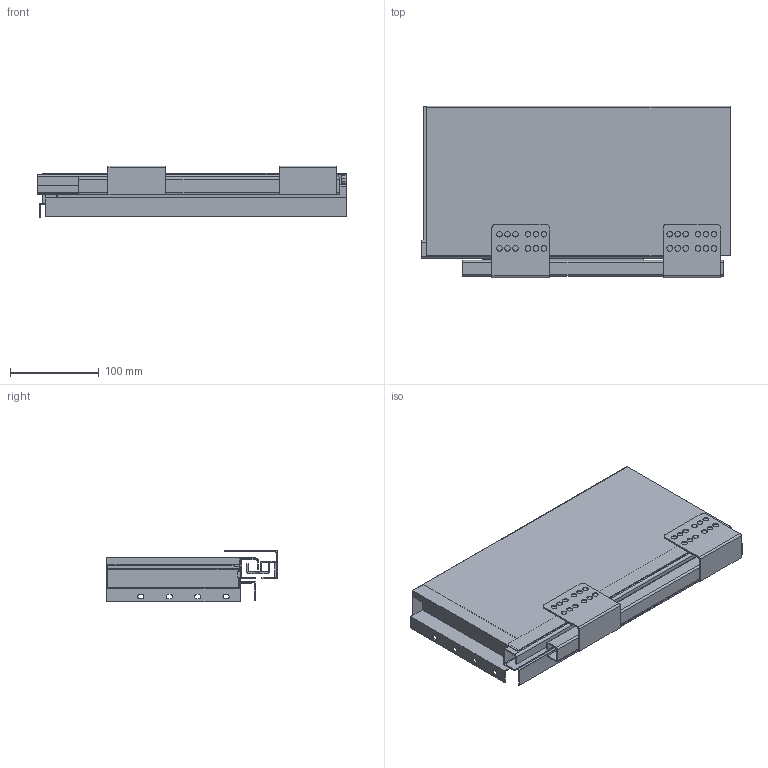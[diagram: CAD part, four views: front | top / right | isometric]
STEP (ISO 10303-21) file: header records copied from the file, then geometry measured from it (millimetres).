
FILE_DESCRIPTION (( 'STEP AP214' ), '1' );
FILE_NAME ('F007426,F007452-CLOSED-LEFT_3D.step', '2023-08-22T11:03:21', ( '' ), ( '' ), 'SwSTEP 2.0', 'SolidWorks 2020', '' );
FILE_SCHEMA (( 'AUTOMOTIVE_DESIGN' ));
Length unit declared in the file: millimetre
Products named in the file (8): Riex ND60 Bocnice-350-H167-LEVA; ND30-350-STREDNI LEVY; F007426,F007452-CLOSED-LEFT_3D; ND30-VYSUV-350-CLOSED_LEFT; ND60-boènice sestava H167-350-LEVA; ND60-drzak zad-H167-LEVY; ND30-350-VNITRNI LEVY; ND30-350,400,450-VNEJSI LEVY
Assembly tree (7 placements, depth 3):
  F007426,F007452-CLOSED-LEFT_3D
    ND60-boènice sestava H167-350-LEVA
      Riex ND60 Bocnice-350-H167-LEVA
      ND60-drzak zad-H167-LEVY
    ND30-VYSUV-350-CLOSED_LEFT
      ND30-350,400,450-VNEJSI LEVY
      ND30-350-STREDNI LEVY
      ND30-350-VNITRNI LEVY
Bounding box: 347.5 x 193.2 x 58.5 mm (x, y, z)
Volume: 233725.9 mm3; surface area: 455434.7 mm2
Topology: 11 solids, 11 shells, 297 faces, 775 edges, 500 vertices
Faces by surface type: plane 144, cylinder 105, cone 48
Entity records: 9583 total; most frequent: DIRECTION 1651, CARTESIAN_POINT 1584, ORIENTED_EDGE 1550, EDGE_CURVE 775, AXIS2_PLACEMENT_3D 567, VECTOR 517, LINE 517, VERTEX_POINT 500
